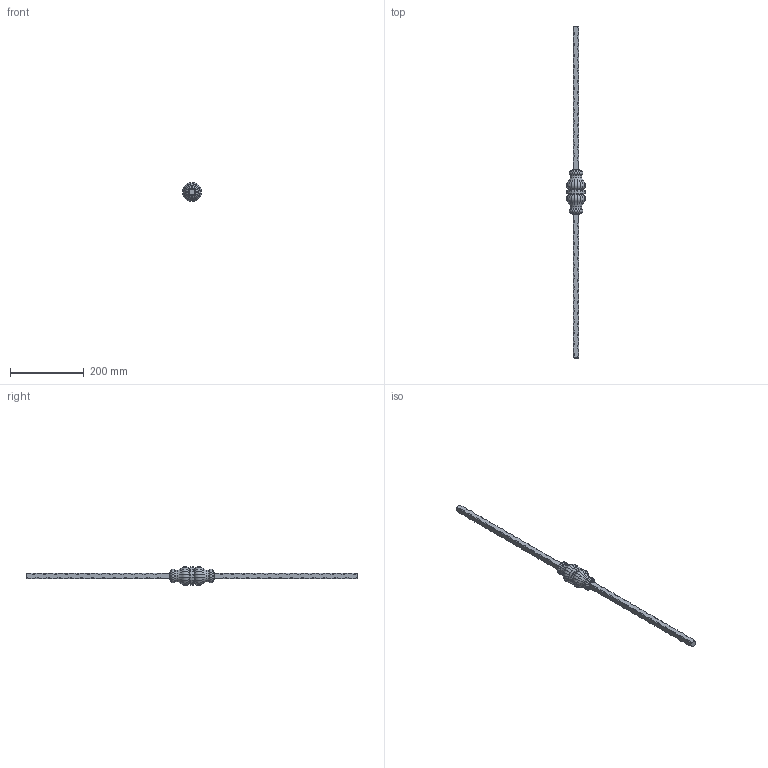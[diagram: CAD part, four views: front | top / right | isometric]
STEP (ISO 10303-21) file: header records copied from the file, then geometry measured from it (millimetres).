
FILE_DESCRIPTION (( 'STEP AP203' ), '1' );
FILE_NAME ('1266.step', '2023-06-26T07:31:35', ( '' ), ( '' ), 'SwSTEP 2.0', 'SolidWorks 2018', '' );
FILE_SCHEMA (( 'CONFIG_CONTROL_DESIGN' ));
Length unit declared in the file: millimetre
Products named in the file (1): 1266
Bounding box: 51.33 x 900 x 51.34 mm (x, y, z)
Volume: 326588.1 mm3; surface area: 66394.1 mm2
Topology: 1 solids, 1 shells, 818 faces, 2194 edges, 1200 vertices
Faces by surface type: cylinder 422, plane 170, bspline 124, torus 102
Entity records: 27647 total; most frequent: CARTESIAN_POINT 10531, ORIENTED_EDGE 3988, DIRECTION 2990, EDGE_CURVE 1994, VERTEX_POINT 1200, VECTOR 1092, LINE 1092, AXIS2_PLACEMENT_3D 949
